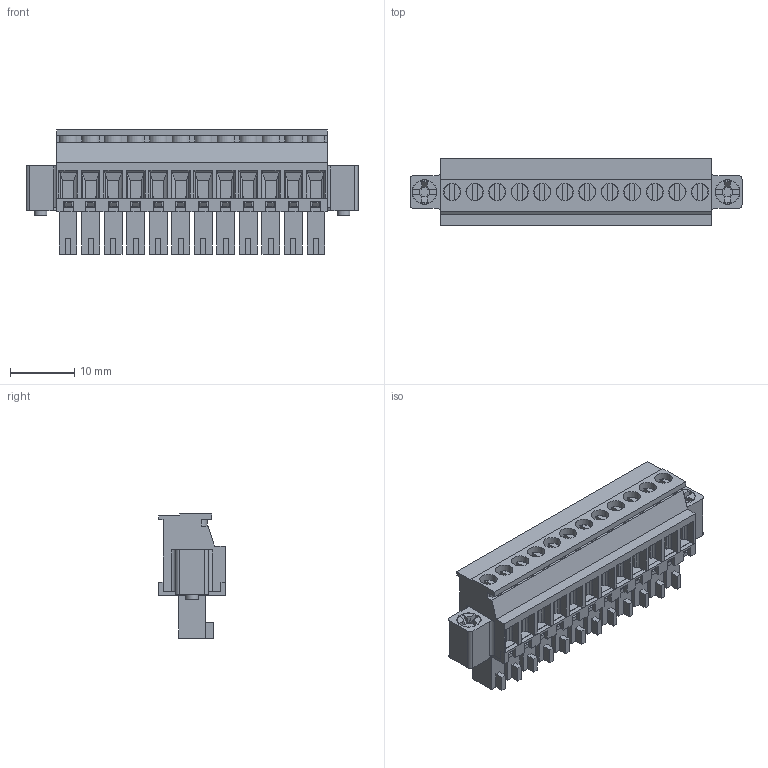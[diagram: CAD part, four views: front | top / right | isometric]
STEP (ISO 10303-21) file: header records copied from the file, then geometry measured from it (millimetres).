
FILE_DESCRIPTION( ( 'Unknown' ), '1' );
FILE_NAME( '691365110012.stp', 'Unknown', ( 'Unknown' ), ( 'Unknown' ), 'PSStep 18.0.17', 'Unknown', ' ' );
FILE_SCHEMA( ( 'AUTOMOTIVE_DESIGN { 1 0 10303 214 1 1 1 1 }' ) );
Length unit declared in the file: millimetre
Products named in the file (7): Assem1; 6913651100xx_Cage; 6913651100xx; 6913651100xx_VIS; 6913651100xx_VIS Flange; 691365110012; 691365110012_Bas
Assembly tree (40 placements, depth 2):
  Assem1
    6913651100xx_Cage  x12
    6913651100xx  x12
    6913651100xx_VIS  x12
    6913651100xx_VIS Flange  x2
    691365110012
    691365110012_Bas
Bounding box: 51.6 x 10.4 x 19.3 mm (x, y, z)
Volume: 3725 mm3; surface area: 12823.2 mm2
Topology: 40 solids, 40 shells, 2432 faces, 6499 edges, 4139 vertices
Faces by surface type: plane 1922, cylinder 442, torus 54, cone 14
Full cylindrical faces by diameter (mm): 1.5 x12, 1.598 x12, 1.7 x12, 1.9 x24, 2 x2, 2.1 x12, 2.4 x2, 2.5 x2, 2.7 x24, 3.8 x4
Entity records: 53697 total; most frequent: CARTESIAN_POINT 7770, ORIENTED_EDGE 7366, DIRECTION 6756, EDGE_CURVE 3683, LINE 3308, VECTOR 3308, VERTEX_POINT 2397, AXIS2_PLACEMENT_3D 1724
